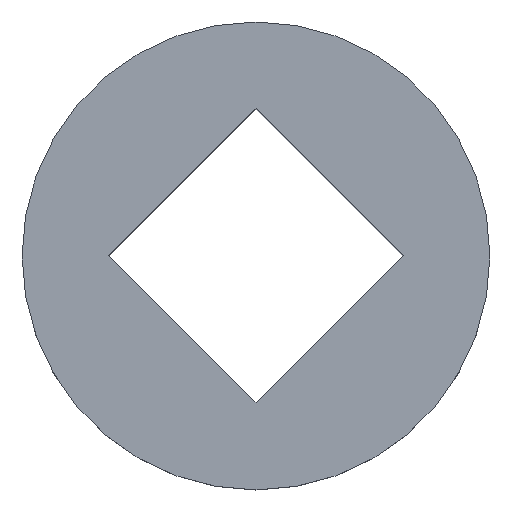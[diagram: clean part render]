
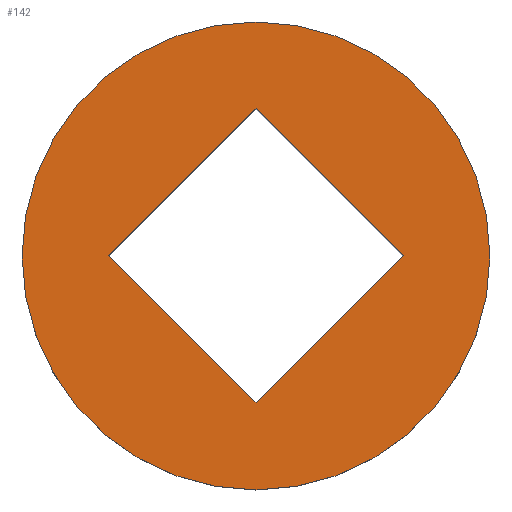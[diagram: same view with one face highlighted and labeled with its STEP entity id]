
A CAD part, top view. The second image highlights one B-rep face of the part: STEP entity #142.
In plain terms, the highlighted planar face has unit normal (0, 0, 1).
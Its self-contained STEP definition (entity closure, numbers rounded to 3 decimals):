
#25 = EDGE_CURVE ( 'NONE', #132, #135, #111, .T. ) ;
#36 = DIRECTION ( 'NONE',  ( -0.707, -0.707, 0. ) ) ;
#37 = VECTOR ( 'NONE', #36, 1000. ) ;
#38 = CARTESIAN_POINT ( 'NONE',  ( 0., 7.071, 0. ) ) ;
#45 = ORIENTED_EDGE ( 'NONE', *, *, #134, .T. ) ;
#46 = EDGE_CURVE ( 'NONE', #140, #153, #91, .T. ) ;
#47 = EDGE_LOOP ( 'NONE', ( #45, #50 ) ) ;
#50 = ORIENTED_EDGE ( 'NONE', *, *, #25, .T. ) ;
#91 = LINE ( 'NONE', #38, #37 ) ;
#107 = DIRECTION ( 'NONE',  ( 1., 0., 0. ) ) ;
#108 = DIRECTION ( 'NONE',  ( 0., 0., 1. ) ) ;
#109 = CARTESIAN_POINT ( 'NONE',  ( 0., 0., 0. ) ) ;
#110 = AXIS2_PLACEMENT_3D ( 'NONE', #109, #108, #107 ) ;
#111 = CIRCLE ( 'NONE', #110, 11.25 ) ;
#132 = VERTEX_POINT ( 'NONE', #235 ) ;
#134 = EDGE_CURVE ( 'NONE', #135, #132, #280, .T. ) ;
#135 = VERTEX_POINT ( 'NONE', #250 ) ;
#140 = VERTEX_POINT ( 'NONE', #255 ) ;
#141 = ORIENTED_EDGE ( 'NONE', *, *, #150, .F. ) ;
#142 = ADVANCED_FACE ( 'NONE', ( #171, #170 ), #227, .T. ) ;
#143 = EDGE_LOOP ( 'NONE', ( #154, #141, #149, #151 ) ) ;
#148 = VERTEX_POINT ( 'NONE', #222 ) ;
#149 = ORIENTED_EDGE ( 'NONE', *, *, #152, .F. ) ;
#150 = EDGE_CURVE ( 'NONE', #148, #156, #240, .T. ) ;
#151 = ORIENTED_EDGE ( 'NONE', *, *, #46, .F. ) ;
#152 = EDGE_CURVE ( 'NONE', #153, #148, #284, .T. ) ;
#153 = VERTEX_POINT ( 'NONE', #263 ) ;
#154 = ORIENTED_EDGE ( 'NONE', *, *, #155, .F. ) ;
#155 = EDGE_CURVE ( 'NONE', #156, #140, #262, .T. ) ;
#156 = VERTEX_POINT ( 'NONE', #304 ) ;
#170 = FACE_OUTER_BOUND ( 'NONE', #47, .T. ) ;
#171 = FACE_BOUND ( 'NONE', #143, .T. ) ;
#222 = CARTESIAN_POINT ( 'NONE',  ( 0., -7.071, 0. ) ) ;
#223 = DIRECTION ( 'NONE',  ( 1., 0., 0. ) ) ;
#224 = DIRECTION ( 'NONE',  ( 0., 0., 1. ) ) ;
#225 = CARTESIAN_POINT ( 'NONE',  ( 0., 0., 0. ) ) ;
#226 = AXIS2_PLACEMENT_3D ( 'NONE', #225, #224, #223 ) ;
#227 = PLANE ( 'NONE',  #226 ) ;
#235 = CARTESIAN_POINT ( 'NONE',  ( -11.25, 0., 0. ) ) ;
#237 = DIRECTION ( 'NONE',  ( 0.707, 0.707, 0. ) ) ;
#238 = VECTOR ( 'NONE', #237, 1000. ) ;
#239 = CARTESIAN_POINT ( 'NONE',  ( 0., -7.071, 0. ) ) ;
#240 = LINE ( 'NONE', #239, #238 ) ;
#250 = CARTESIAN_POINT ( 'NONE',  ( 11.25, 0., 0. ) ) ;
#255 = CARTESIAN_POINT ( 'NONE',  ( 0., 7.071, 0. ) ) ;
#260 = VECTOR ( 'NONE', #305, 1000. ) ;
#261 = CARTESIAN_POINT ( 'NONE',  ( 7.071, 0., 0. ) ) ;
#262 = LINE ( 'NONE', #261, #260 ) ;
#263 = CARTESIAN_POINT ( 'NONE',  ( -7.071, 0., 0. ) ) ;
#276 = DIRECTION ( 'NONE',  ( 1., 0., 0. ) ) ;
#277 = DIRECTION ( 'NONE',  ( 0., 0., 1. ) ) ;
#278 = CARTESIAN_POINT ( 'NONE',  ( 0., 0., 0. ) ) ;
#279 = AXIS2_PLACEMENT_3D ( 'NONE', #278, #277, #276 ) ;
#280 = CIRCLE ( 'NONE', #279, 11.25 ) ;
#281 = DIRECTION ( 'NONE',  ( 0.707, -0.707, 0. ) ) ;
#282 = VECTOR ( 'NONE', #281, 1000. ) ;
#283 = CARTESIAN_POINT ( 'NONE',  ( -7.071, 0., 0. ) ) ;
#284 = LINE ( 'NONE', #283, #282 ) ;
#304 = CARTESIAN_POINT ( 'NONE',  ( 7.071, 0., 0. ) ) ;
#305 = DIRECTION ( 'NONE',  ( -0.707, 0.707, 0. ) ) ;
